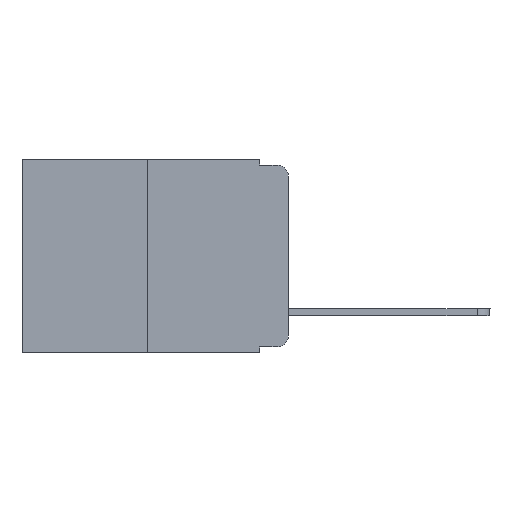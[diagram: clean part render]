
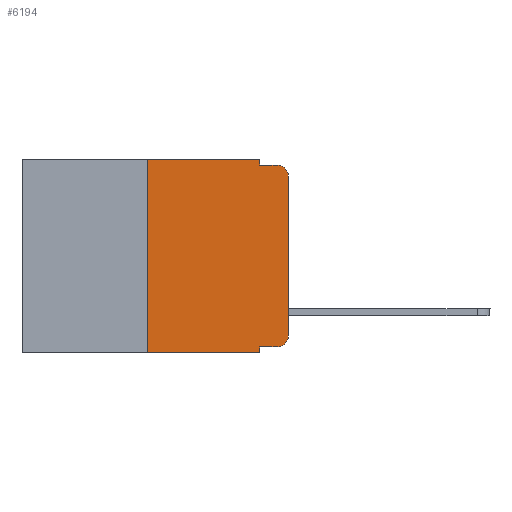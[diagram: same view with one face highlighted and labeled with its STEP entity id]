
A CAD part, left-side view. The second image highlights one B-rep face of the part: STEP entity #6194.
In plain terms, the highlighted planar face has unit normal (-1, 0, 0).
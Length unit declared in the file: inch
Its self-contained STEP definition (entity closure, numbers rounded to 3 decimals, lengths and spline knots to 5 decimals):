
#92 = CARTESIAN_POINT ( 'NONE',  ( 0., 0.473, -0.343 ) ) ;
#149 = CARTESIAN_POINT ( 'NONE',  ( 0., 0.473, 0. ) ) ;
#295 = CIRCLE ( 'NONE', #5582, 0.02 ) ;
#304 = LINE ( 'NONE', #92, #15765 ) ;
#517 = CARTESIAN_POINT ( 'NONE',  ( 0., 0.473, 0. ) ) ;
#1049 = EDGE_CURVE ( 'NONE', #14262, #19425, #3234, .T. ) ;
#1056 = VERTEX_POINT ( 'NONE', #11385 ) ;
#1436 = CARTESIAN_POINT ( 'NONE',  ( 0., 0.051, -0.333 ) ) ;
#1473 = EDGE_CURVE ( 'NONE', #12797, #1056, #11582, .T. ) ;
#1572 = DIRECTION ( 'NONE',  ( 0., -1., 0. ) ) ;
#1857 = CARTESIAN_POINT ( 'NONE',  ( 0., 0., -0.03 ) ) ;
#2094 = VERTEX_POINT ( 'NONE', #8657 ) ;
#2494 = VECTOR ( 'NONE', #6201, 39.37008 ) ;
#2504 = DIRECTION ( 'NONE',  ( 0., 0., -1. ) ) ;
#2567 = CARTESIAN_POINT ( 'NONE',  ( 0., 0.051, 0. ) ) ;
#2688 = VERTEX_POINT ( 'NONE', #5428 ) ;
#2726 = DIRECTION ( 'NONE',  ( 0., 0., -1. ) ) ;
#2837 = LINE ( 'NONE', #9443, #6818 ) ;
#3234 = LINE ( 'NONE', #19728, #2494 ) ;
#3650 = CARTESIAN_POINT ( 'NONE',  ( 0., 0.051, -0.01 ) ) ;
#3665 = ORIENTED_EDGE ( 'NONE', *, *, #17747, .F. ) ;
#4034 = EDGE_LOOP ( 'NONE', ( #18558, #11311, #3665, #12163, #11112, #14773, #10785, #13192, #7567, #12631 ) ) ;
#4409 = AXIS2_PLACEMENT_3D ( 'NONE', #20688, #17387, #9143 ) ;
#4541 = LINE ( 'NONE', #2567, #9025 ) ;
#4746 = VERTEX_POINT ( 'NONE', #15605 ) ;
#4782 = VECTOR ( 'NONE', #21737, 39.37008 ) ;
#5068 = EDGE_CURVE ( 'NONE', #2688, #2094, #13286, .T. ) ;
#5333 = VECTOR ( 'NONE', #12901, 39.37008 ) ;
#5428 = CARTESIAN_POINT ( 'NONE',  ( 0., 0.25, -0.343 ) ) ;
#5582 = AXIS2_PLACEMENT_3D ( 'NONE', #14518, #12983, #19670 ) ;
#6194 = ADVANCED_FACE ( 'NONE', ( #17691 ), #9330, .F. ) ;
#6201 = DIRECTION ( 'NONE',  ( 0., 0., 1. ) ) ;
#6304 = EDGE_CURVE ( 'NONE', #12797, #13766, #2837, .T. ) ;
#6818 = VECTOR ( 'NONE', #2726, 39.37008 ) ;
#7567 = ORIENTED_EDGE ( 'NONE', *, *, #1473, .T. ) ;
#7659 = CARTESIAN_POINT ( 'NONE',  ( 0., 0.051, -0.333 ) ) ;
#7989 = DIRECTION ( 'NONE',  ( 0., 0., 1. ) ) ;
#8213 = EDGE_CURVE ( 'NONE', #2094, #21145, #15148, .T. ) ;
#8657 = CARTESIAN_POINT ( 'NONE',  ( 0., 0.25, 0. ) ) ;
#8939 = CARTESIAN_POINT ( 'NONE',  ( 0., 0.051, 0. ) ) ;
#9025 = VECTOR ( 'NONE', #16333, 39.37008 ) ;
#9143 = DIRECTION ( 'NONE',  ( 0., 0., -1. ) ) ;
#9330 = PLANE ( 'NONE',  #19461 ) ;
#9443 = CARTESIAN_POINT ( 'NONE',  ( 0., 0.051, 0. ) ) ;
#9509 = CARTESIAN_POINT ( 'NONE',  ( 0., 0.02, -0.01 ) ) ;
#9687 = EDGE_CURVE ( 'NONE', #19425, #13159, #16382, .T. ) ;
#10785 = ORIENTED_EDGE ( 'NONE', *, *, #18171, .T. ) ;
#11011 = VECTOR ( 'NONE', #7989, 39.37008 ) ;
#11112 = ORIENTED_EDGE ( 'NONE', *, *, #8213, .F. ) ;
#11311 = ORIENTED_EDGE ( 'NONE', *, *, #9687, .T. ) ;
#11385 = CARTESIAN_POINT ( 'NONE',  ( 0., 0.02, -0.333 ) ) ;
#11582 = LINE ( 'NONE', #1436, #5333 ) ;
#11700 = EDGE_CURVE ( 'NONE', #21145, #4746, #4541, .T. ) ;
#12163 = ORIENTED_EDGE ( 'NONE', *, *, #11700, .F. ) ;
#12631 = ORIENTED_EDGE ( 'NONE', *, *, #18451, .T. ) ;
#12797 = VERTEX_POINT ( 'NONE', #7659 ) ;
#12901 = DIRECTION ( 'NONE',  ( 0., -1., 0. ) ) ;
#12983 = DIRECTION ( 'NONE',  ( -1., 0., 0. ) ) ;
#13159 = VERTEX_POINT ( 'NONE', #9509 ) ;
#13172 = CARTESIAN_POINT ( 'NONE',  ( 0., 0.25, 0. ) ) ;
#13192 = ORIENTED_EDGE ( 'NONE', *, *, #6304, .F. ) ;
#13286 = LINE ( 'NONE', #13172, #11011 ) ;
#13339 = DIRECTION ( 'NONE',  ( 0., -1., 0. ) ) ;
#13664 = CARTESIAN_POINT ( 'NONE',  ( 0., 0.051, -0.343 ) ) ;
#13766 = VERTEX_POINT ( 'NONE', #13664 ) ;
#14262 = VERTEX_POINT ( 'NONE', #17135 ) ;
#14518 = CARTESIAN_POINT ( 'NONE',  ( 0., 0.02, -0.313 ) ) ;
#14773 = ORIENTED_EDGE ( 'NONE', *, *, #5068, .F. ) ;
#15148 = LINE ( 'NONE', #149, #4782 ) ;
#15605 = CARTESIAN_POINT ( 'NONE',  ( 0., 0.051, -0.01 ) ) ;
#15765 = VECTOR ( 'NONE', #13339, 39.37008 ) ;
#16333 = DIRECTION ( 'NONE',  ( 0., 0., -1. ) ) ;
#16382 = CIRCLE ( 'NONE', #4409, 0.02 ) ;
#17135 = CARTESIAN_POINT ( 'NONE',  ( 0., 0., -0.313 ) ) ;
#17387 = DIRECTION ( 'NONE',  ( -1., 0., 0. ) ) ;
#17691 = FACE_OUTER_BOUND ( 'NONE', #4034, .T. ) ;
#17747 = EDGE_CURVE ( 'NONE', #4746, #13159, #20256, .T. ) ;
#18171 = EDGE_CURVE ( 'NONE', #2688, #13766, #304, .T. ) ;
#18451 = EDGE_CURVE ( 'NONE', #1056, #14262, #295, .T. ) ;
#18558 = ORIENTED_EDGE ( 'NONE', *, *, #1049, .T. ) ;
#19223 = DIRECTION ( 'NONE',  ( 1., 0., 0. ) ) ;
#19425 = VERTEX_POINT ( 'NONE', #1857 ) ;
#19461 = AXIS2_PLACEMENT_3D ( 'NONE', #517, #19223, #2504 ) ;
#19670 = DIRECTION ( 'NONE',  ( 0., 0., -1. ) ) ;
#19728 = CARTESIAN_POINT ( 'NONE',  ( 0., 0., 0. ) ) ;
#20256 = LINE ( 'NONE', #3650, #21358 ) ;
#20688 = CARTESIAN_POINT ( 'NONE',  ( 0., 0.02, -0.03 ) ) ;
#21145 = VERTEX_POINT ( 'NONE', #8939 ) ;
#21358 = VECTOR ( 'NONE', #1572, 39.37008 ) ;
#21737 = DIRECTION ( 'NONE',  ( 0., -1., 0. ) ) ;
